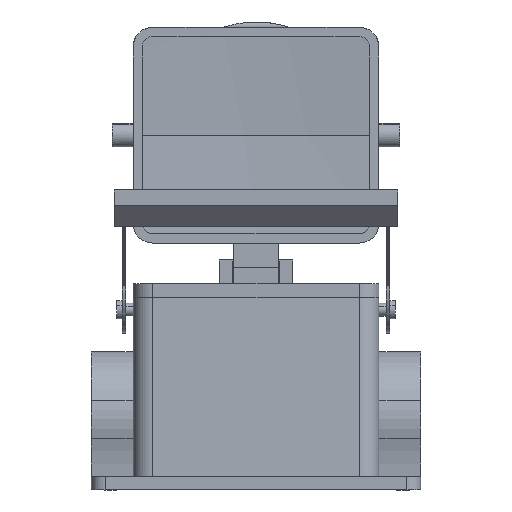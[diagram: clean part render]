
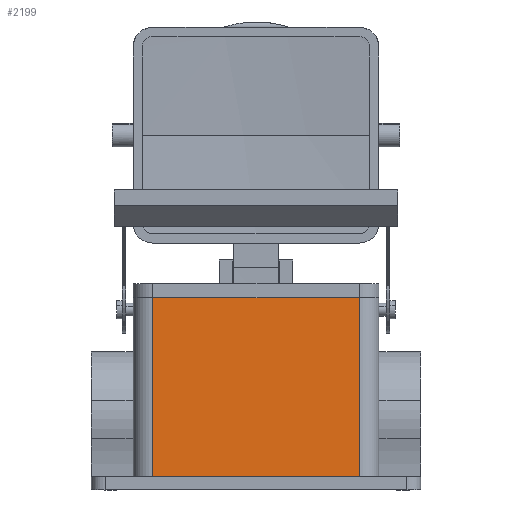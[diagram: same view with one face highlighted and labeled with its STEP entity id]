
A CAD part, left-side view. The second image highlights one B-rep face of the part: STEP entity #2199.
In plain terms, the highlighted planar face has unit normal (-1, 0, 0.03).
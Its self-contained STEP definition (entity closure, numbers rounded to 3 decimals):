
#2179=AXIS2_PLACEMENT_3D('Plane Axis2P3D',#2176,#2177,#2178) ;
#969=CARTESIAN_POINT('Vertex',(18.75,102.5,73.5)) ;
#972=CARTESIAN_POINT('Line Origine',(18.75,63.,73.5)) ;
#976=CARTESIAN_POINT('Vertex',(18.75,23.5,73.5)) ;
#2154=CARTESIAN_POINT('Line Origine',(17.661,102.5,37.865)) ;
#2158=CARTESIAN_POINT('Vertex',(16.657,102.5,5.)) ;
#2176=CARTESIAN_POINT('Axis2P3D Location',(18.75,63.,73.5)) ;
#2181=CARTESIAN_POINT('Line Origine',(17.704,23.5,39.25)) ;
#2185=CARTESIAN_POINT('Vertex',(16.657,23.5,5.)) ;
#2188=CARTESIAN_POINT('Line Origine',(16.657,63.,5.)) ;
#973=DIRECTION('Vector Direction',(0.,1.,0.)) ;
#2155=DIRECTION('Vector Direction',(0.031,0.,1.)) ;
#2177=DIRECTION('Axis2P3D Direction',(-1.,0.,0.031)) ;
#2178=DIRECTION('Axis2P3D XDirection',(0.,1.,0.)) ;
#2182=DIRECTION('Vector Direction',(-0.031,0.,-1.)) ;
#2189=DIRECTION('Vector Direction',(0.,1.,0.)) ;
#974=VECTOR('Line Direction',#973,1.) ;
#2156=VECTOR('Line Direction',#2155,1.) ;
#2183=VECTOR('Line Direction',#2182,1.) ;
#2190=VECTOR('Line Direction',#2189,1.) ;
#2194=ORIENTED_EDGE('',*,*,#2187,.F.) ;
#2195=ORIENTED_EDGE('',*,*,#978,.F.) ;
#2196=ORIENTED_EDGE('',*,*,#2160,.F.) ;
#2197=ORIENTED_EDGE('',*,*,#2192,.F.) ;
#2199=ADVANCED_FACE('Housing',(#2198),#2180,.T.) ;
#978=EDGE_CURVE('',#970,#977,#975,.F.) ;
#2160=EDGE_CURVE('',#2159,#970,#2157,.T.) ;
#2187=EDGE_CURVE('',#977,#2186,#2184,.T.) ;
#2192=EDGE_CURVE('',#2186,#2159,#2191,.T.) ;
#2193=EDGE_LOOP('',(#2194,#2195,#2196,#2197)) ;
#2198=FACE_OUTER_BOUND('',#2193,.T.) ;
#975=LINE('Line',#972,#974) ;
#2157=LINE('Line',#2154,#2156) ;
#2184=LINE('Line',#2181,#2183) ;
#2191=LINE('Line',#2188,#2190) ;
#2180=PLANE('',#2179) ;
#970=VERTEX_POINT('',#969) ;
#977=VERTEX_POINT('',#976) ;
#2159=VERTEX_POINT('',#2158) ;
#2186=VERTEX_POINT('',#2185) ;
